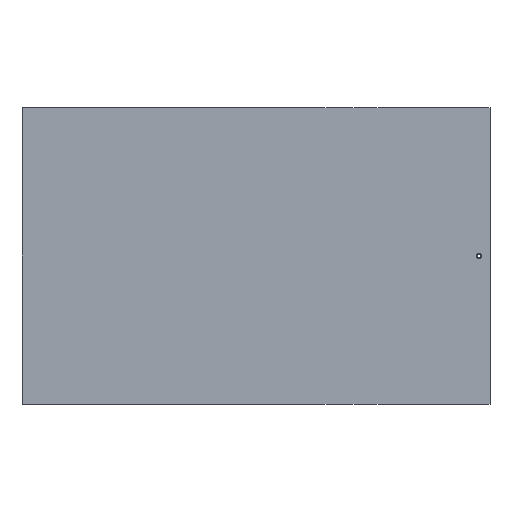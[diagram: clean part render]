
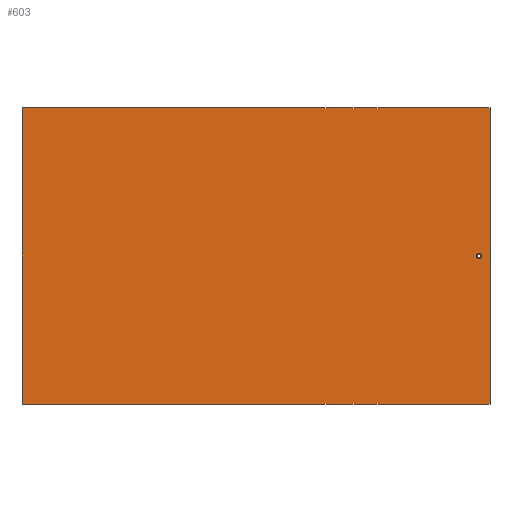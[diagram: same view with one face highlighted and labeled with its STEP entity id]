
A CAD part, front view. The second image highlights one B-rep face of the part: STEP entity #603.
In plain terms, the highlighted planar face has unit normal (0, -1, 0).
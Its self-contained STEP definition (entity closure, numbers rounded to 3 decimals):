
#42 = AXIS2_PLACEMENT_3D ( 'NONE', #1026, #1025, #1023 ) ;
#52 = EDGE_CURVE ( 'NONE', #1417, #1408, #905, .T. ) ;
#83 = EDGE_CURVE ( 'NONE', #1418, #1397, #241, .T. ) ;
#84 = EDGE_CURVE ( 'NONE', #458, #458, #239, .T. ) ;
#85 = EDGE_CURVE ( 'NONE', #1397, #1408, #246, .T. ) ;
#128 = EDGE_CURVE ( 'NONE', #1418, #1417, #322, .T. ) ;
#191 = AXIS2_PLACEMENT_3D ( 'NONE', #1133, #1137, #1138 ) ;
#239 = CIRCLE ( 'NONE', #42, 3.5 ) ;
#241 = LINE ( 'NONE', #997, #244 ) ;
#244 = VECTOR ( 'NONE', #1014, 1000. ) ;
#246 = LINE ( 'NONE', #1003, #248 ) ;
#248 = VECTOR ( 'NONE', #1028, 1000. ) ;
#322 = LINE ( 'NONE', #519, #325 ) ;
#325 = VECTOR ( 'NONE', #517, 1000. ) ;
#419 = FACE_BOUND ( 'NONE', #843, .T. ) ;
#425 = FACE_OUTER_BOUND ( 'NONE', #864, .T. ) ;
#458 = VERTEX_POINT ( 'NONE', #1271 ) ;
#517 = DIRECTION ( 'NONE',  ( 1., 0., 0. ) ) ;
#519 = CARTESIAN_POINT ( 'NONE',  ( 0., 0., 1. ) ) ;
#603 = ADVANCED_FACE ( 'NONE', ( #419, #425 ), #1135, .F. ) ;
#641 = ORIENTED_EDGE ( 'NONE', *, *, #84, .F. ) ;
#642 = ORIENTED_EDGE ( 'NONE', *, *, #83, .T. ) ;
#643 = ORIENTED_EDGE ( 'NONE', *, *, #85, .T. ) ;
#644 = ORIENTED_EDGE ( 'NONE', *, *, #52, .F. ) ;
#645 = ORIENTED_EDGE ( 'NONE', *, *, #128, .F. ) ;
#843 = EDGE_LOOP ( 'NONE', ( #641 ) ) ;
#864 = EDGE_LOOP ( 'NONE', ( #642, #643, #644, #645 ) ) ;
#905 = LINE ( 'NONE', #1328, #911 ) ;
#911 = VECTOR ( 'NONE', #1331, 1000. ) ;
#997 = CARTESIAN_POINT ( 'NONE',  ( 0., 0., 1. ) ) ;
#1003 = CARTESIAN_POINT ( 'NONE',  ( 0., 0., -399. ) ) ;
#1014 = DIRECTION ( 'NONE',  ( 0., 0., -1. ) ) ;
#1023 = DIRECTION ( 'NONE',  ( 0., 0., -1. ) ) ;
#1025 = DIRECTION ( 'NONE',  ( 0., -1., 0. ) ) ;
#1026 = CARTESIAN_POINT ( 'NONE',  ( 616., 0., -199. ) ) ;
#1028 = DIRECTION ( 'NONE',  ( 1., 0., 0. ) ) ;
#1133 = CARTESIAN_POINT ( 'NONE',  ( 0., 0., 1. ) ) ;
#1135 = PLANE ( 'NONE',  #191 ) ;
#1137 = DIRECTION ( 'NONE',  ( 0., 1., 0. ) ) ;
#1138 = DIRECTION ( 'NONE',  ( 0., 0., 1. ) ) ;
#1232 = CARTESIAN_POINT ( 'NONE',  ( 0., 0., -399. ) ) ;
#1243 = CARTESIAN_POINT ( 'NONE',  ( 631., 0., -399. ) ) ;
#1252 = CARTESIAN_POINT ( 'NONE',  ( 631., 0., 1. ) ) ;
#1253 = CARTESIAN_POINT ( 'NONE',  ( 0., 0., 1. ) ) ;
#1271 = CARTESIAN_POINT ( 'NONE',  ( 616., 0., -202.5 ) ) ;
#1328 = CARTESIAN_POINT ( 'NONE',  ( 631., 0., 1. ) ) ;
#1331 = DIRECTION ( 'NONE',  ( 0., 0., -1. ) ) ;
#1397 = VERTEX_POINT ( 'NONE', #1232 ) ;
#1408 = VERTEX_POINT ( 'NONE', #1243 ) ;
#1417 = VERTEX_POINT ( 'NONE', #1252 ) ;
#1418 = VERTEX_POINT ( 'NONE', #1253 ) ;
